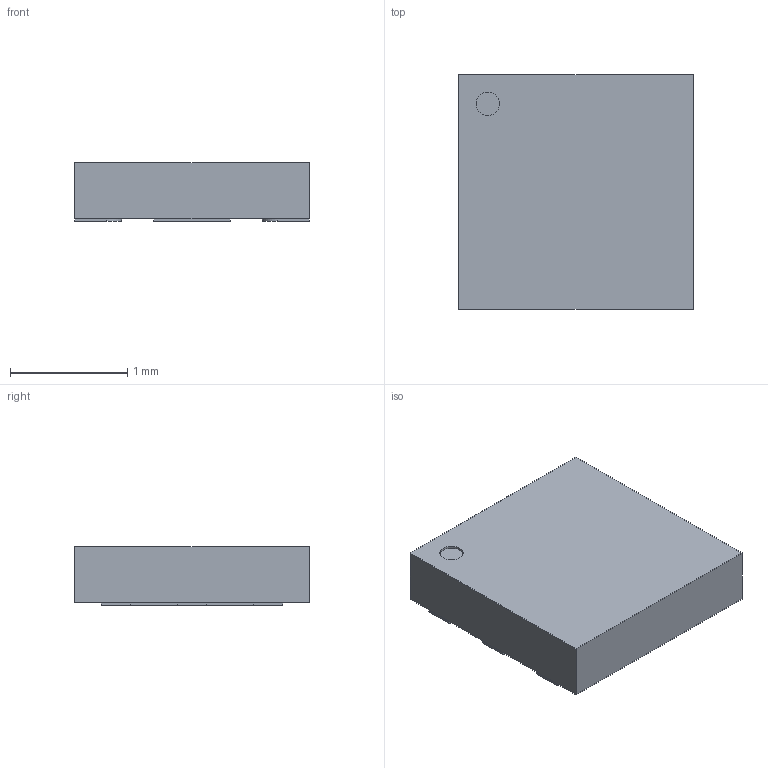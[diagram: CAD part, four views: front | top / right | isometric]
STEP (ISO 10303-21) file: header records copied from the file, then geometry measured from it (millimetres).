
FILE_DESCRIPTION(/* description */ (''),/* implementation_level */ '2;1');
FILE_NAME(/* name */ '25210202xxxxx',/* time_stamp */ '2018-08-01T13:08:04+02:00',/* author */ ('WJ'),/* organization */ ('WÃ¼rth Elektronik eiSos GmbH & Co. KG'),/* preprocessor_version */ 'ST-DEVELOPER v16.7',/* originating_system */ 'DEX',/* authorisation */ $);
FILE_SCHEMA (('AUTOMOTIVE_DESIGN {1 0 10303 214 3 1 1}'));
Length unit declared in the file: millimetre
Products named in the file (3): 25210202xxxxx; LandPads; Housing
Assembly tree (2 placements, depth 2):
  25210202xxxxx
    LandPads
    Housing
Bounding box: 2 x 2 x 0.5 mm (x, y, z)
Volume: 1.9 mm3; surface area: 15 mm2
Topology: 8 solids, 8 shells, 51 faces, 102 edges, 68 vertices
Faces by surface type: plane 44, cylinder 7
Full cylindrical faces by diameter (mm): 0.2 x1
Entity records: 1461 total; most frequent: DIRECTION 223, CARTESIAN_POINT 223, ORIENTED_EDGE 202, EDGE_CURVE 101, LINE 87, VECTOR 87, VERTEX_POINT 68, AXIS2_PLACEMENT_3D 68
